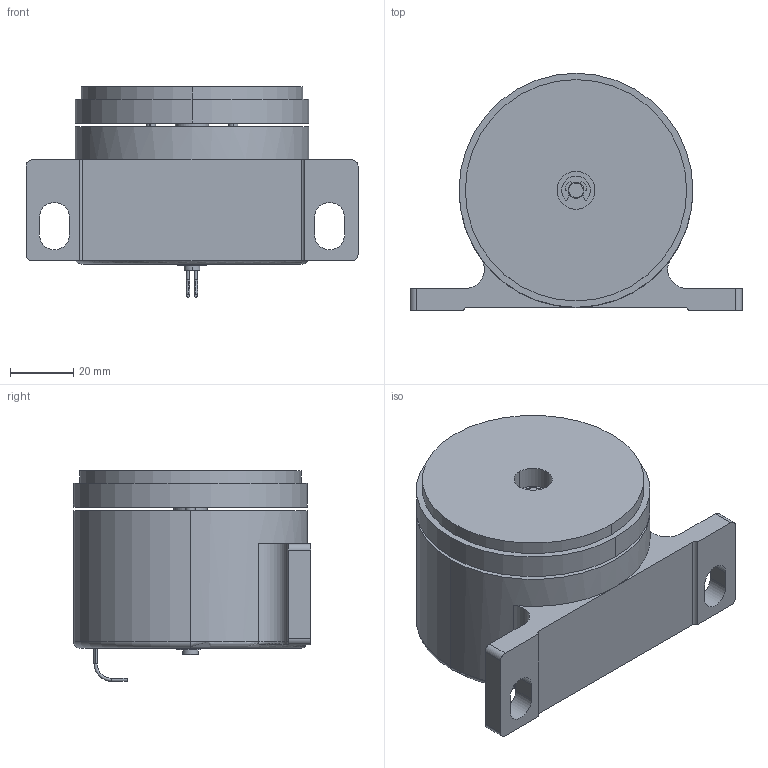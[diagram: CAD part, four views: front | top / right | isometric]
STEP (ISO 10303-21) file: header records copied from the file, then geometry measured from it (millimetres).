
FILE_DESCRIPTION (( 'STEP AP203' ), '1' );
FILE_NAME ('NGB-5(Web—p).STEP', '2025-12-17T05:45:56', ( '' ), ( '' ), 'SwSTEP 2.0', 'SolidWorks 2024', '' );
FILE_SCHEMA (( 'CONFIG_CONTROL_DESIGN' ));
Length unit declared in the file: millimetre
Products named in the file (1): NGB-5(Web用)
Bounding box: 105 x 75 x 66.6 mm (x, y, z)
Volume: 249886.8 mm3; surface area: 35789.9 mm2
Topology: 1 solids, 1 shells, 372 faces, 991 edges, 645 vertices
Faces by surface type: plane 182, cylinder 84, bspline 77, cone 23, torus 6
Entity records: 14161 total; most frequent: CARTESIAN_POINT 5128, ORIENTED_EDGE 1982, DIRECTION 1660, EDGE_CURVE 991, VERTEX_POINT 645, LINE 598, VECTOR 598, AXIS2_PLACEMENT_3D 531
